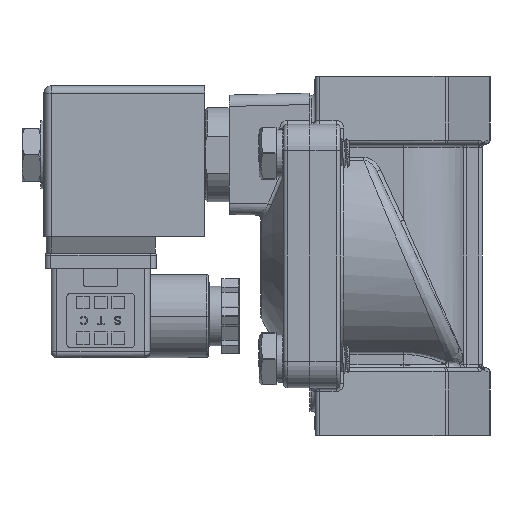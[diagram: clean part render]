
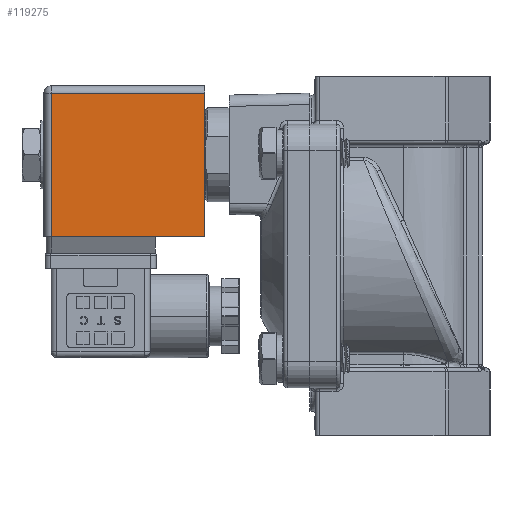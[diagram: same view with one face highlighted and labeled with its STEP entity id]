
A CAD part, left-side view. The second image highlights one B-rep face of the part: STEP entity #119275.
In plain terms, the highlighted planar face has unit normal (-1, 0, 0).
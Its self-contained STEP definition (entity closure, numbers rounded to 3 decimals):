
#4196 = ORIENTED_EDGE ( 'NONE', *, *, #21657, .T. ) ;
#8167 = CARTESIAN_POINT ( 'NONE',  ( -17.925, 76., 5.22 ) ) ;
#9638 = DIRECTION ( 'NONE',  ( 0., -1., 0. ) ) ;
#11468 = EDGE_LOOP ( 'NONE', ( #57599, #4196, #30282, #109179 ) ) ;
#20389 = DIRECTION ( 'NONE',  ( 0., 0., 1. ) ) ;
#21657 = EDGE_CURVE ( 'NONE', #125204, #120398, #55998, .T. ) ;
#25430 = LINE ( 'NONE', #143517, #54007 ) ;
#30282 = ORIENTED_EDGE ( 'NONE', *, *, #124851, .T. ) ;
#45990 = CARTESIAN_POINT ( 'NONE',  ( -17.925, 116.7, 43.22 ) ) ;
#54007 = VECTOR ( 'NONE', #9638, 1000. ) ;
#54889 = CARTESIAN_POINT ( 'NONE',  ( -17.925, 76., 5.22 ) ) ;
#55998 = LINE ( 'NONE', #54889, #80764 ) ;
#57599 = ORIENTED_EDGE ( 'NONE', *, *, #59907, .T. ) ;
#59332 = CARTESIAN_POINT ( 'NONE',  ( -17.925, 76., 43.22 ) ) ;
#59907 = EDGE_CURVE ( 'NONE', #134985, #125204, #25430, .T. ) ;
#63239 = LINE ( 'NONE', #111920, #124336 ) ;
#80764 = VECTOR ( 'NONE', #104459, 1000. ) ;
#82476 = CARTESIAN_POINT ( 'NONE',  ( -17.925, 116.7, 5.22 ) ) ;
#91941 = CARTESIAN_POINT ( 'NONE',  ( -17.925, 116.7, 5.22 ) ) ;
#92902 = PLANE ( 'NONE',  #92962 ) ;
#92962 = AXIS2_PLACEMENT_3D ( 'NONE', #8167, #93417, #20389 ) ;
#93417 = DIRECTION ( 'NONE',  ( -1., 0., 0. ) ) ;
#97297 = LINE ( 'NONE', #82476, #108773 ) ;
#102125 = EDGE_CURVE ( 'NONE', #137153, #134985, #97297, .T. ) ;
#104459 = DIRECTION ( 'NONE',  ( 0., 0., 1. ) ) ;
#108773 = VECTOR ( 'NONE', #132668, 1000. ) ;
#109179 = ORIENTED_EDGE ( 'NONE', *, *, #102125, .T. ) ;
#111920 = CARTESIAN_POINT ( 'NONE',  ( -17.925, 76., 43.22 ) ) ;
#119275 = ADVANCED_FACE ( 'NONE', ( #139012 ), #92902, .T. ) ;
#120398 = VERTEX_POINT ( 'NONE', #59332 ) ;
#124242 = DIRECTION ( 'NONE',  ( 0., 1., 0. ) ) ;
#124336 = VECTOR ( 'NONE', #124242, 1000. ) ;
#124851 = EDGE_CURVE ( 'NONE', #120398, #137153, #63239, .T. ) ;
#125204 = VERTEX_POINT ( 'NONE', #138278 ) ;
#132668 = DIRECTION ( 'NONE',  ( 0., 0., -1. ) ) ;
#134985 = VERTEX_POINT ( 'NONE', #91941 ) ;
#137153 = VERTEX_POINT ( 'NONE', #45990 ) ;
#138278 = CARTESIAN_POINT ( 'NONE',  ( -17.925, 76., 5.22 ) ) ;
#139012 = FACE_OUTER_BOUND ( 'NONE', #11468, .T. ) ;
#143517 = CARTESIAN_POINT ( 'NONE',  ( -17.925, 76., 5.22 ) ) ;
